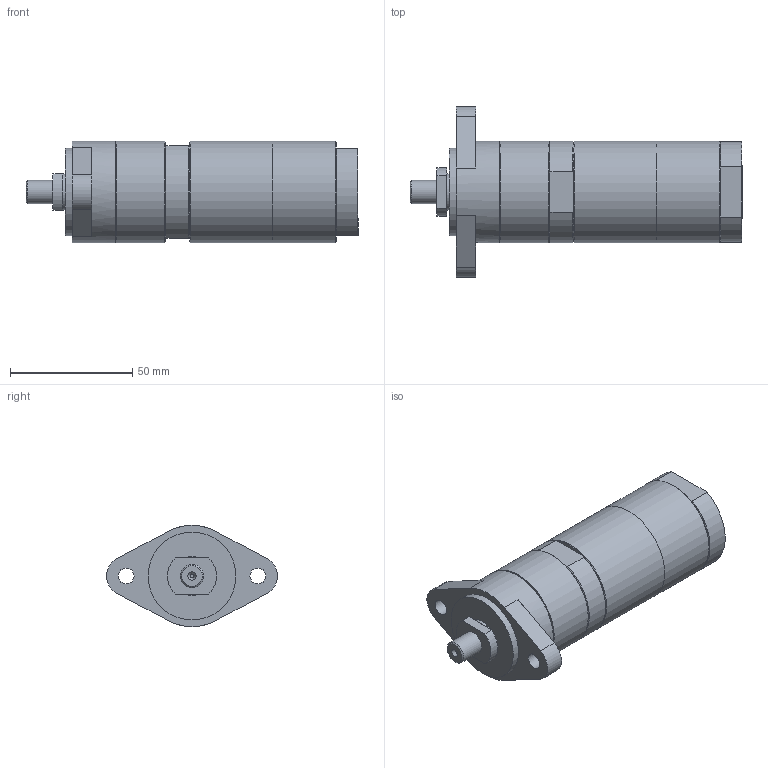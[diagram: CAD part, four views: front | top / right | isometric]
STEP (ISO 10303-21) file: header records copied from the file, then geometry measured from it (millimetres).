
FILE_DESCRIPTION(/* description */ ('MRD 38-2600 3/8" F54'),/* implementation_level */ '2;1');
FILE_NAME(/* name */ 'mrd-38-2600-3-8-f54_60019577.stp',/* time_stamp */ '2022-12-14T13:38:43+01:00',/* author */ ('rmorof'),/* organization */ (''),/* preprocessor_version */ 'ST-DEVELOPER v18.1',/* originating_system */ 'Autodesk Inventor 2021',/* authorisation */ '');
FILE_SCHEMA (('AUTOMOTIVE_DESIGN { 1 0 10303 214 3 1 1 }'));
Length unit declared in the file: millimetre
Products named in the file (1): 60019577
Bounding box: 136 x 69.94 x 41.5 mm (x, y, z)
Volume: 163976.7 mm3; surface area: 22216.9 mm2
Topology: 1 solids, 1 shells, 149 faces, 373 edges, 242 vertices
Faces by surface type: plane 101, cylinder 23, cone 18, bspline 7
Full cylindrical faces by diameter (mm): 1.6 x1, 4 x1, 6.5 x2, 9.525 x1, 11.445 x2, 14.95 x1, 16 x1, 36 x1, 37.9 x1, 41.5 x4
Entity records: 4685 total; most frequent: CARTESIAN_POINT 922, ORIENTED_EDGE 742, DIRECTION 701, EDGE_CURVE 371, LINE 251, VECTOR 251, VERTEX_POINT 242, AXIS2_PLACEMENT_3D 225
